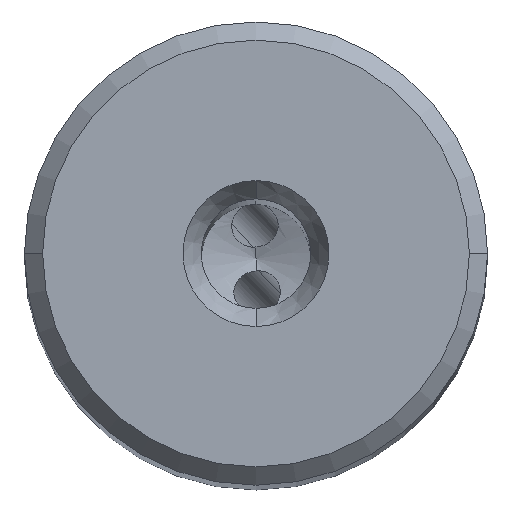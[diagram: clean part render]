
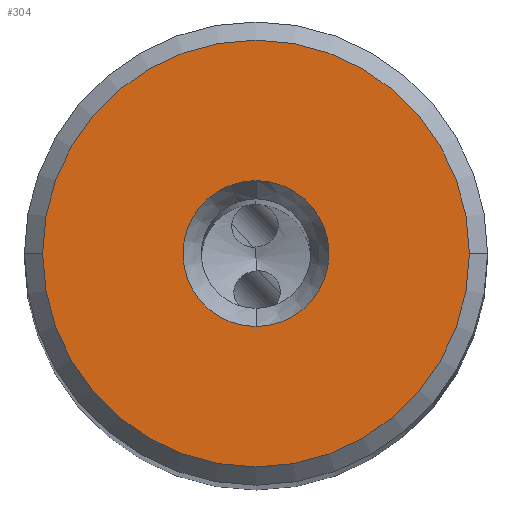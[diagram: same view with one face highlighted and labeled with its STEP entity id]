
A CAD part, top view. The second image highlights one B-rep face of the part: STEP entity #304.
In plain terms, the highlighted planar face has unit normal (0, 0, 1).
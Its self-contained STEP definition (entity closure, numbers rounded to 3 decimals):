
#113=FACE_BOUND('',#811,.T.);
#114=FACE_BOUND('',#812,.T.);
#180=PLANE('',#4106);
#304=ADVANCED_FACE('',(#113,#114),#180,.T.);
#811=EDGE_LOOP('',(#2178,#2179,#2180));
#812=EDGE_LOOP('',(#2181,#2182));
#1439=CIRCLE('',#4100,4.);
#1440=CIRCLE('',#4102,11.7);
#1441=CIRCLE('',#4103,11.7);
#1442=CIRCLE('',#4104,11.7);
#1443=CIRCLE('',#4105,4.);
#2178=ORIENTED_EDGE('',*,*,#3401,.F.);
#2179=ORIENTED_EDGE('',*,*,#3402,.F.);
#2180=ORIENTED_EDGE('',*,*,#3403,.F.);
#2181=ORIENTED_EDGE('',*,*,#3404,.F.);
#2182=ORIENTED_EDGE('',*,*,#3400,.F.);
#2920=VERTEX_POINT('',#9207);
#2921=VERTEX_POINT('',#9209);
#2922=VERTEX_POINT('',#9213);
#2923=VERTEX_POINT('',#9214);
#2924=VERTEX_POINT('',#9216);
#3400=EDGE_CURVE('',#2921,#2920,#1439,.T.);
#3401=EDGE_CURVE('',#2922,#2923,#1440,.T.);
#3402=EDGE_CURVE('',#2924,#2922,#1441,.T.);
#3403=EDGE_CURVE('',#2923,#2924,#1442,.T.);
#3404=EDGE_CURVE('',#2920,#2921,#1443,.T.);
#4100=AXIS2_PLACEMENT_3D('',#9210,#4865,#4866);
#4102=AXIS2_PLACEMENT_3D('',#9212,#4869,#4870);
#4103=AXIS2_PLACEMENT_3D('',#9215,#4871,#4872);
#4104=AXIS2_PLACEMENT_3D('',#9217,#4873,#4874);
#4105=AXIS2_PLACEMENT_3D('',#9218,#4875,#4876);
#4106=AXIS2_PLACEMENT_3D('',#9219,#4877,#4878);
#4865=DIRECTION('',(0.,0.,1.));
#4866=DIRECTION('',(0.,-1.,0.));
#4869=DIRECTION('',(0.,0.,-1.));
#4870=DIRECTION('',(-1.,0.,0.));
#4871=DIRECTION('',(0.,0.,-1.));
#4872=DIRECTION('',(0.,-1.,0.));
#4873=DIRECTION('',(0.,0.,-1.));
#4874=DIRECTION('',(1.,0.,0.));
#4875=DIRECTION('',(0.,0.,1.));
#4876=DIRECTION('',(0.,1.,0.));
#4877=DIRECTION('',(0.,0.,1.));
#4878=DIRECTION('',(-1.,0.,0.));
#9207=CARTESIAN_POINT('',(0.,4.,0.));
#9209=CARTESIAN_POINT('',(0.,-4.,0.));
#9210=CARTESIAN_POINT('',(0.,0.,0.));
#9212=CARTESIAN_POINT('',(0.,0.,0.));
#9213=CARTESIAN_POINT('',(-11.7,0.,0.));
#9214=CARTESIAN_POINT('',(11.7,0.,0.));
#9215=CARTESIAN_POINT('',(0.,0.,0.));
#9216=CARTESIAN_POINT('',(0.,-11.7,0.));
#9217=CARTESIAN_POINT('',(0.,0.,0.));
#9218=CARTESIAN_POINT('',(0.,0.,0.));
#9219=CARTESIAN_POINT('',(0.,0.,0.));
